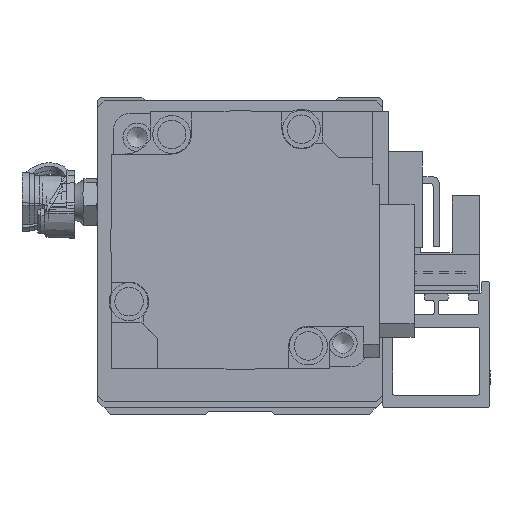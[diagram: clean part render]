
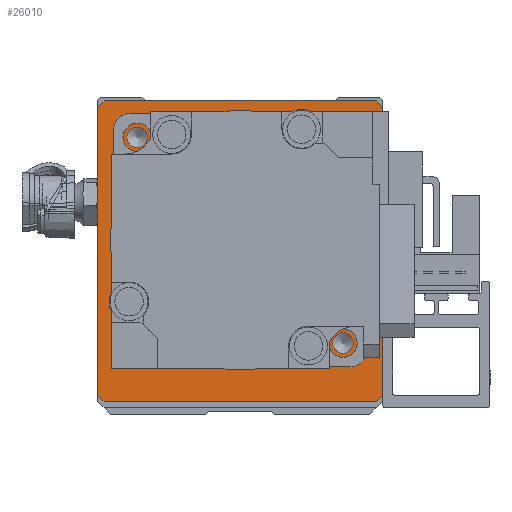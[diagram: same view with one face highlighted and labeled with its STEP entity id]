
A CAD part, front view. The second image highlights one B-rep face of the part: STEP entity #26010.
In plain terms, the highlighted planar face has unit normal (0, -1, 0).
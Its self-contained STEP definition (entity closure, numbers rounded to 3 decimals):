
#850=FACE_BOUND('',#3999,.T.);
#851=FACE_BOUND('',#4000,.T.);
#852=FACE_BOUND('',#4001,.T.);
#853=FACE_BOUND('',#4002,.T.);
#854=FACE_BOUND('',#4003,.T.);
#855=FACE_BOUND('',#4004,.T.);
#856=FACE_BOUND('',#4005,.T.);
#857=FACE_BOUND('',#4006,.T.);
#858=FACE_BOUND('',#4007,.T.);
#1221=PLANE('',#28188);
#2380=FACE_OUTER_BOUND('',#3998,.T.);
#3998=EDGE_LOOP('',(#19060,#19061,#19062,#19063,#19064,#19065,#19066,#19067));
#3999=EDGE_LOOP('',(#19068));
#4000=EDGE_LOOP('',(#19069));
#4001=EDGE_LOOP('',(#19070));
#4002=EDGE_LOOP('',(#19071));
#4003=EDGE_LOOP('',(#19072));
#4004=EDGE_LOOP('',(#19073));
#4005=EDGE_LOOP('',(#19074));
#4006=EDGE_LOOP('',(#19075));
#4007=EDGE_LOOP('',(#19076));
#5878=LINE('',#40319,#7996);
#5887=LINE('',#40372,#8005);
#5889=LINE('',#40376,#8007);
#5916=LINE('',#40476,#8034);
#5918=LINE('',#40479,#8036);
#5920=LINE('',#40483,#8038);
#5922=LINE('',#40487,#8040);
#5923=LINE('',#40489,#8041);
#7996=VECTOR('',#32118,10.);
#8005=VECTOR('',#32149,10.);
#8007=VECTOR('',#32153,10.);
#8034=VECTOR('',#32270,10.);
#8036=VECTOR('',#32274,10.);
#8038=VECTOR('',#32278,10.);
#8040=VECTOR('',#32282,10.);
#8041=VECTOR('',#32285,10.);
#9930=CIRCLE('',#28148,1.621);
#9932=CIRCLE('',#28152,1.621);
#9934=CIRCLE('',#28156,1.621);
#9936=CIRCLE('',#28160,1.621);
#9939=CIRCLE('',#28168,3.);
#9940=CIRCLE('',#28171,3.);
#9941=CIRCLE('',#28174,3.);
#9942=CIRCLE('',#28177,3.);
#9943=CIRCLE('',#28180,15.);
#11616=VERTEX_POINT('',#40316);
#11617=VERTEX_POINT('',#40318);
#11624=VERTEX_POINT('',#40370);
#11625=VERTEX_POINT('',#40374);
#11632=VERTEX_POINT('',#40397);
#11635=VERTEX_POINT('',#40406);
#11638=VERTEX_POINT('',#40415);
#11641=VERTEX_POINT('',#40424);
#11646=VERTEX_POINT('',#40442);
#11647=VERTEX_POINT('',#40448);
#11648=VERTEX_POINT('',#40454);
#11649=VERTEX_POINT('',#40460);
#11650=VERTEX_POINT('',#40466);
#11652=VERTEX_POINT('',#40473);
#11653=VERTEX_POINT('',#40475);
#11654=VERTEX_POINT('',#40481);
#11655=VERTEX_POINT('',#40485);
#14366=EDGE_CURVE('',#11616,#11617,#5878,.T.);
#14381=EDGE_CURVE('',#11624,#11616,#5887,.T.);
#14383=EDGE_CURVE('',#11625,#11624,#5889,.T.);
#14392=EDGE_CURVE('',#11632,#11632,#9930,.T.);
#14396=EDGE_CURVE('',#11635,#11635,#9932,.T.);
#14400=EDGE_CURVE('',#11638,#11638,#9934,.T.);
#14404=EDGE_CURVE('',#11641,#11641,#9936,.T.);
#14412=EDGE_CURVE('',#11646,#11646,#9939,.T.);
#14415=EDGE_CURVE('',#11647,#11647,#9940,.T.);
#14418=EDGE_CURVE('',#11648,#11648,#9941,.T.);
#14421=EDGE_CURVE('',#11649,#11649,#9942,.T.);
#14424=EDGE_CURVE('',#11650,#11650,#9943,.T.);
#14428=EDGE_CURVE('',#11652,#11653,#5916,.T.);
#14430=EDGE_CURVE('',#11617,#11652,#5918,.T.);
#14432=EDGE_CURVE('',#11654,#11625,#5920,.T.);
#14434=EDGE_CURVE('',#11655,#11654,#5922,.T.);
#14435=EDGE_CURVE('',#11653,#11655,#5923,.T.);
#19060=ORIENTED_EDGE('',*,*,#14435,.F.);
#19061=ORIENTED_EDGE('',*,*,#14428,.F.);
#19062=ORIENTED_EDGE('',*,*,#14430,.F.);
#19063=ORIENTED_EDGE('',*,*,#14366,.F.);
#19064=ORIENTED_EDGE('',*,*,#14381,.F.);
#19065=ORIENTED_EDGE('',*,*,#14383,.F.);
#19066=ORIENTED_EDGE('',*,*,#14432,.F.);
#19067=ORIENTED_EDGE('',*,*,#14434,.F.);
#19068=ORIENTED_EDGE('',*,*,#14392,.T.);
#19069=ORIENTED_EDGE('',*,*,#14396,.T.);
#19070=ORIENTED_EDGE('',*,*,#14400,.T.);
#19071=ORIENTED_EDGE('',*,*,#14404,.T.);
#19072=ORIENTED_EDGE('',*,*,#14412,.T.);
#19073=ORIENTED_EDGE('',*,*,#14415,.T.);
#19074=ORIENTED_EDGE('',*,*,#14418,.T.);
#19075=ORIENTED_EDGE('',*,*,#14421,.T.);
#19076=ORIENTED_EDGE('',*,*,#14424,.T.);
#26010=ADVANCED_FACE('',(#2380,#850,#851,#852,#853,#854,#855,#856,#857,
#858),#1221,.F.);
#28148=AXIS2_PLACEMENT_3D('',#40398,#32177,#32178);
#28152=AXIS2_PLACEMENT_3D('',#40407,#32187,#32188);
#28156=AXIS2_PLACEMENT_3D('',#40416,#32197,#32198);
#28160=AXIS2_PLACEMENT_3D('',#40425,#32207,#32208);
#28168=AXIS2_PLACEMENT_3D('',#40443,#32228,#32229);
#28171=AXIS2_PLACEMENT_3D('',#40449,#32236,#32237);
#28174=AXIS2_PLACEMENT_3D('',#40455,#32244,#32245);
#28177=AXIS2_PLACEMENT_3D('',#40461,#32252,#32253);
#28180=AXIS2_PLACEMENT_3D('',#40467,#32260,#32261);
#28188=AXIS2_PLACEMENT_3D('',#40490,#32286,#32287);
#32118=DIRECTION('',(-1.,0.,0.));
#32149=DIRECTION('',(-0.707,0.,-0.707));
#32153=DIRECTION('',(0.,0.,-1.));
#32177=DIRECTION('center_axis',(0.,1.,0.));
#32178=DIRECTION('ref_axis',(1.,0.,0.));
#32187=DIRECTION('center_axis',(0.,1.,0.));
#32188=DIRECTION('ref_axis',(1.,0.,0.));
#32197=DIRECTION('center_axis',(0.,1.,0.));
#32198=DIRECTION('ref_axis',(1.,0.,0.));
#32207=DIRECTION('center_axis',(0.,1.,0.));
#32208=DIRECTION('ref_axis',(1.,0.,0.));
#32228=DIRECTION('center_axis',(0.,1.,0.));
#32229=DIRECTION('ref_axis',(1.,0.,0.));
#32236=DIRECTION('center_axis',(0.,1.,0.));
#32237=DIRECTION('ref_axis',(1.,0.,0.));
#32244=DIRECTION('center_axis',(0.,1.,0.));
#32245=DIRECTION('ref_axis',(1.,0.,0.));
#32252=DIRECTION('center_axis',(0.,1.,0.));
#32253=DIRECTION('ref_axis',(1.,0.,0.));
#32260=DIRECTION('center_axis',(0.,1.,0.));
#32261=DIRECTION('ref_axis',(-1.,0.,0.));
#32270=DIRECTION('',(0.,0.,1.));
#32274=DIRECTION('',(-0.707,0.,0.707));
#32278=DIRECTION('',(0.707,0.,-0.707));
#32282=DIRECTION('',(1.,0.,0.));
#32285=DIRECTION('',(0.707,0.,0.707));
#32286=DIRECTION('center_axis',(0.,1.,0.));
#32287=DIRECTION('ref_axis',(0.,0.,1.));
#40316=CARTESIAN_POINT('',(44.,0.,0.));
#40318=CARTESIAN_POINT('',(1.,0.,0.));
#40319=CARTESIAN_POINT('',(44.,0.,0.));
#40370=CARTESIAN_POINT('',(45.,0.,1.));
#40372=CARTESIAN_POINT('',(45.,0.,1.));
#40374=CARTESIAN_POINT('',(45.,0.,46.5));
#40376=CARTESIAN_POINT('',(45.,0.,46.5));
#40397=CARTESIAN_POINT('',(37.142,0.,9.237));
#40398=CARTESIAN_POINT('Origin',(38.763,0.,9.237));
#40406=CARTESIAN_POINT('',(4.616,0.,41.763));
#40407=CARTESIAN_POINT('Origin',(6.237,0.,41.763));
#40415=CARTESIAN_POINT('',(37.142,0.,41.763));
#40416=CARTESIAN_POINT('Origin',(38.763,0.,41.763));
#40424=CARTESIAN_POINT('',(4.616,0.,9.237));
#40425=CARTESIAN_POINT('Origin',(6.237,0.,9.237));
#40442=CARTESIAN_POINT('',(36.5,0.,17.));
#40443=CARTESIAN_POINT('Origin',(39.5,0.,17.));
#40448=CARTESIAN_POINT('',(2.5,0.,34.));
#40449=CARTESIAN_POINT('Origin',(5.5,0.,34.));
#40454=CARTESIAN_POINT('',(36.5,0.,34.));
#40455=CARTESIAN_POINT('Origin',(39.5,0.,34.));
#40460=CARTESIAN_POINT('',(2.5,0.,17.));
#40461=CARTESIAN_POINT('Origin',(5.5,0.,17.));
#40466=CARTESIAN_POINT('',(37.5,0.,25.5));
#40467=CARTESIAN_POINT('Origin',(22.5,0.,25.5));
#40473=CARTESIAN_POINT('',(0.,0.,1.));
#40475=CARTESIAN_POINT('',(0.,0.,46.5));
#40476=CARTESIAN_POINT('',(0.,0.,1.));
#40479=CARTESIAN_POINT('',(1.,0.,0.));
#40481=CARTESIAN_POINT('',(44.,0.,47.5));
#40483=CARTESIAN_POINT('',(44.,0.,47.5));
#40485=CARTESIAN_POINT('',(1.,0.,47.5));
#40487=CARTESIAN_POINT('',(1.,0.,47.5));
#40489=CARTESIAN_POINT('',(0.,0.,46.5));
#40490=CARTESIAN_POINT('Origin',(22.5,0.,23.75));
